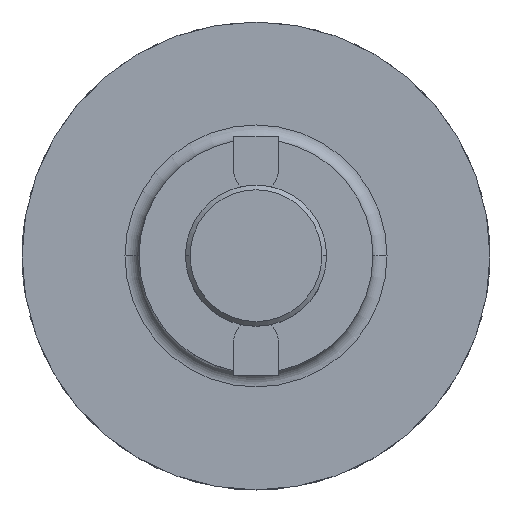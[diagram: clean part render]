
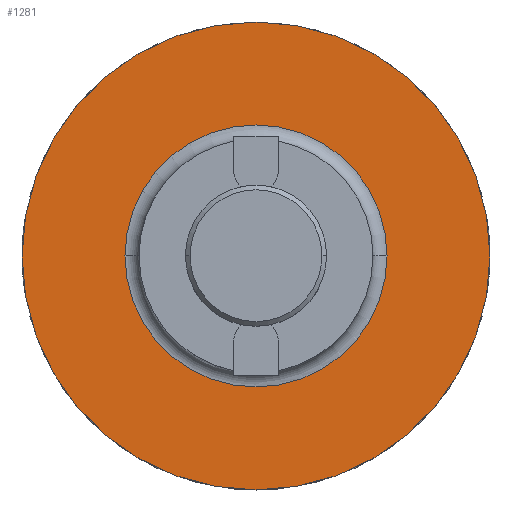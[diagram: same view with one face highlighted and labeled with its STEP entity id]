
A CAD part, top view. The second image highlights one B-rep face of the part: STEP entity #1281.
In plain terms, the highlighted planar face has unit normal (0, 0, 1).
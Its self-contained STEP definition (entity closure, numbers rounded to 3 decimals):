
#55 = DIRECTION ( 'NONE',  ( -1., 0., 0. ) ) ;
#64 = DIRECTION ( 'NONE',  ( 0., 0., -1. ) ) ;
#91 = CARTESIAN_POINT ( 'NONE',  ( -28., 0., 38. ) ) ;
#245 = AXIS2_PLACEMENT_3D ( 'NONE', #2180, #2074, #381 ) ;
#265 = EDGE_CURVE ( 'NONE', #2098, #2156, #1424, .T. ) ;
#279 = CARTESIAN_POINT ( 'NONE',  ( 0., 0., 38. ) ) ;
#281 = CIRCLE ( 'NONE', #2294, 50. ) ;
#297 = DIRECTION ( 'NONE',  ( 0., 0., -1. ) ) ;
#381 = DIRECTION ( 'NONE',  ( -1., 0., 0. ) ) ;
#509 = DIRECTION ( 'NONE',  ( 0., 0., -1. ) ) ;
#536 = CIRCLE ( 'NONE', #861, 50. ) ;
#543 = CARTESIAN_POINT ( 'NONE',  ( 50., 0., 38. ) ) ;
#644 = EDGE_LOOP ( 'NONE', ( #2252, #1061 ) ) ;
#708 = CARTESIAN_POINT ( 'NONE',  ( 0., 0., 38. ) ) ;
#861 = AXIS2_PLACEMENT_3D ( 'NONE', #2049, #1086, #2204 ) ;
#920 = CARTESIAN_POINT ( 'NONE',  ( -50., 0., 38. ) ) ;
#963 = FACE_BOUND ( 'NONE', #644, .T. ) ;
#1013 = DIRECTION ( 'NONE',  ( -1., 0., 0. ) ) ;
#1061 = ORIENTED_EDGE ( 'NONE', *, *, #265, .T. ) ;
#1066 = VERTEX_POINT ( 'NONE', #920 ) ;
#1076 = VERTEX_POINT ( 'NONE', #543 ) ;
#1086 = DIRECTION ( 'NONE',  ( 0., 0., -1. ) ) ;
#1281 = ADVANCED_FACE ( 'NONE', ( #963, #1904 ), #2226, .F. ) ;
#1382 = CARTESIAN_POINT ( 'NONE',  ( 0., 0., 38. ) ) ;
#1408 = AXIS2_PLACEMENT_3D ( 'NONE', #279, #297, #55 ) ;
#1424 = CIRCLE ( 'NONE', #245, 28. ) ;
#1527 = AXIS2_PLACEMENT_3D ( 'NONE', #708, #509, #1832 ) ;
#1560 = ORIENTED_EDGE ( 'NONE', *, *, #1994, .F. ) ;
#1581 = CARTESIAN_POINT ( 'NONE',  ( 28., 0., 38. ) ) ;
#1661 = ORIENTED_EDGE ( 'NONE', *, *, #1861, .F. ) ;
#1755 = EDGE_CURVE ( 'NONE', #2156, #2098, #2410, .T. ) ;
#1832 = DIRECTION ( 'NONE',  ( -1., 0., 0. ) ) ;
#1861 = EDGE_CURVE ( 'NONE', #1076, #1066, #281, .T. ) ;
#1904 = FACE_OUTER_BOUND ( 'NONE', #2324, .T. ) ;
#1994 = EDGE_CURVE ( 'NONE', #1066, #1076, #536, .T. ) ;
#2049 = CARTESIAN_POINT ( 'NONE',  ( 0., 0., 38. ) ) ;
#2074 = DIRECTION ( 'NONE',  ( 0., 0., -1. ) ) ;
#2098 = VERTEX_POINT ( 'NONE', #1581 ) ;
#2156 = VERTEX_POINT ( 'NONE', #91 ) ;
#2180 = CARTESIAN_POINT ( 'NONE',  ( 0., 0., 38. ) ) ;
#2204 = DIRECTION ( 'NONE',  ( -1., 0., 0. ) ) ;
#2226 = PLANE ( 'NONE',  #1527 ) ;
#2252 = ORIENTED_EDGE ( 'NONE', *, *, #1755, .T. ) ;
#2294 = AXIS2_PLACEMENT_3D ( 'NONE', #1382, #64, #1013 ) ;
#2324 = EDGE_LOOP ( 'NONE', ( #1560, #1661 ) ) ;
#2410 = CIRCLE ( 'NONE', #1408, 28. ) ;
